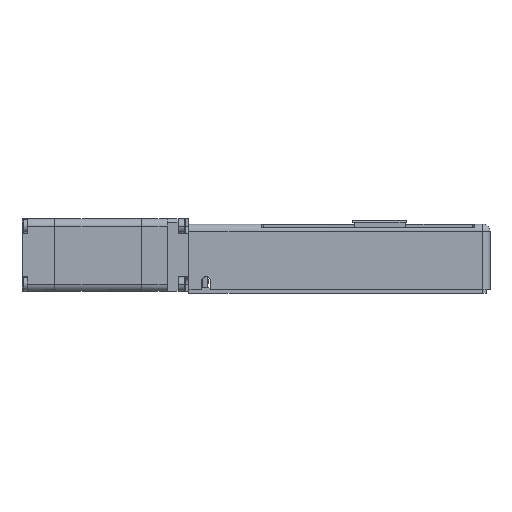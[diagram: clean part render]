
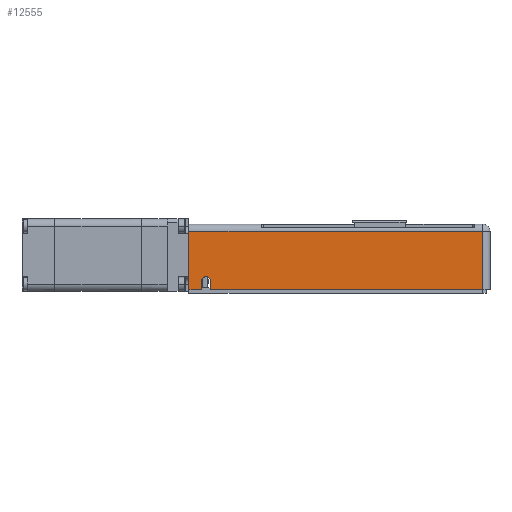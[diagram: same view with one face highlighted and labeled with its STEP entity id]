
A CAD part, top view. The second image highlights one B-rep face of the part: STEP entity #12555.
In plain terms, the highlighted planar face has unit normal (0, 0, 1).
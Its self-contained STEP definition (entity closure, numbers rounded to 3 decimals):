
#673 = CARTESIAN_POINT ( 'NONE',  ( 0., 19., 8.5 ) ) ;
#1186 = CARTESIAN_POINT ( 'NONE',  ( 0., 1., 8.5 ) ) ;
#2012 = CARTESIAN_POINT ( 'NONE',  ( 2.333, 1., 8.5 ) ) ;
#2051 = B_SPLINE_CURVE_WITH_KNOTS ( 'NONE', 3,
 ( #6823, #3781, #38319, #16393 ),
 .UNSPECIFIED., .F., .F.,
 ( 4, 4 ),
 ( 0., 1. ),
 .UNSPECIFIED. ) ;
#2490 = EDGE_CURVE ( 'NONE', #26314, #25112, #4668, .T. ) ;
#2895 = CARTESIAN_POINT ( 'NONE',  ( 3.5, 2.5, 8.5 ) ) ;
#3308 = VERTEX_POINT ( 'NONE', #37624 ) ;
#3481 = CARTESIAN_POINT ( 'NONE',  ( 0., 17., 8.5 ) ) ;
#3781 = CARTESIAN_POINT ( 'NONE',  ( 56., 1., 8.5 ) ) ;
#4668 = B_SPLINE_CURVE_WITH_KNOTS ( 'NONE', 3,
 ( #21902, #12767, #16001, #34895 ),
 .UNSPECIFIED., .F., .F.,
 ( 4, 4 ),
 ( 0., 1. ),
 .UNSPECIFIED. ) ;
#5965 = CARTESIAN_POINT ( 'NONE',  ( 3.5, 1.75, 8.5 ) ) ;
#6091 = CARTESIAN_POINT ( 'NONE',  ( 3.984, 4.251, 8.5 ) ) ;
#6181 = PLANE ( 'NONE',  #31697 ) ;
#6673 = CARTESIAN_POINT ( 'NONE',  ( 3.659, 3.882, 8.5 ) ) ;
#6823 = CARTESIAN_POINT ( 'NONE',  ( 81., 1., 8.5 ) ) ;
#6860 = VERTEX_POINT ( 'NONE', #31782 ) ;
#6872 = CARTESIAN_POINT ( 'NONE',  ( 4.118, 4.341, 8.5 ) ) ;
#7704 = CARTESIAN_POINT ( 'NONE',  ( 0., 11.667, 8.5 ) ) ;
#9149 = CARTESIAN_POINT ( 'NONE',  ( 5.841, 3.882, 8.5 ) ) ;
#9537 = CARTESIAN_POINT ( 'NONE',  ( 3.532, 3.575, 8.5 ) ) ;
#9629 = DIRECTION ( 'NONE',  ( -1., 0., 0. ) ) ;
#9755 = CARTESIAN_POINT ( 'NONE',  ( 6., 1., 8.5 ) ) ;
#9941 = CARTESIAN_POINT ( 'NONE',  ( 4.425, 4.468, 8.5 ) ) ;
#10312 = ORIENTED_EDGE ( 'NONE', *, *, #33727, .T. ) ;
#10963 = CARTESIAN_POINT ( 'NONE',  ( 0., 17., 8.5 ) ) ;
#11166 = B_SPLINE_CURVE_WITH_KNOTS ( 'NONE', 3,
 ( #19920, #2012, #16875, #32493 ),
 .UNSPECIFIED., .F., .F.,
 ( 4, 4 ),
 ( 0., 1. ),
 .UNSPECIFIED. ) ;
#11195 = ORIENTED_EDGE ( 'NONE', *, *, #23837, .F. ) ;
#11323 = B_SPLINE_CURVE_WITH_KNOTS ( 'NONE', 3,
 ( #10963, #7704, #14219, #1186 ),
 .UNSPECIFIED., .F., .F.,
 ( 4, 4 ),
 ( 0., 1. ),
 .UNSPECIFIED. ) ;
#12406 = CARTESIAN_POINT ( 'NONE',  ( 4.916, 4.5, 8.5 ) ) ;
#12555 = ADVANCED_FACE ( 'NONE', ( #16126 ), #6181, .F. ) ;
#12767 = CARTESIAN_POINT ( 'NONE',  ( 81., 11.667, 8.5 ) ) ;
#14219 = CARTESIAN_POINT ( 'NONE',  ( 0., 6.333, 8.5 ) ) ;
#14280 = B_SPLINE_CURVE_WITH_KNOTS ( 'NONE', 3,
 ( #18681, #27612, #9537, #6673, #25150, #6091, #6872, #9941, #19079, #12406, #31452, #18483, #37152, #30860, #9149, #21929, #27805, #22323 ),
 .UNSPECIFIED., .F., .F.,
 ( 4, 2, 2, 2, 2, 2, 2, 2, 4 ),
 ( 0., 0.125, 0.25, 0.375, 0.5, 0.625, 0.75, 0.875, 1. ),
 .UNSPECIFIED. ) ;
#14481 = ORIENTED_EDGE ( 'NONE', *, *, #19319, .T. ) ;
#15411 = ORIENTED_EDGE ( 'NONE', *, *, #28447, .F. ) ;
#15798 = ORIENTED_EDGE ( 'NONE', *, *, #18349, .T. ) ;
#16001 = CARTESIAN_POINT ( 'NONE',  ( 81., 6.333, 8.5 ) ) ;
#16126 = FACE_OUTER_BOUND ( 'NONE', #36047, .T. ) ;
#16247 = CARTESIAN_POINT ( 'NONE',  ( 6., 2.5, 8.5 ) ) ;
#16393 = CARTESIAN_POINT ( 'NONE',  ( 6., 1., 8.5 ) ) ;
#16496 = CARTESIAN_POINT ( 'NONE',  ( 54., 17., 8.5 ) ) ;
#16578 = CARTESIAN_POINT ( 'NONE',  ( 81., 1., 8.5 ) ) ;
#16875 = CARTESIAN_POINT ( 'NONE',  ( 1.167, 1., 8.5 ) ) ;
#17986 = EDGE_CURVE ( 'NONE', #22312, #26314, #27440, .T. ) ;
#18349 = EDGE_CURVE ( 'NONE', #34918, #31819, #29893, .T. ) ;
#18483 = CARTESIAN_POINT ( 'NONE',  ( 5.382, 4.341, 8.5 ) ) ;
#18681 = CARTESIAN_POINT ( 'NONE',  ( 3.5, 3.25, 8.5 ) ) ;
#19079 = CARTESIAN_POINT ( 'NONE',  ( 4.584, 4.5, 8.5 ) ) ;
#19319 = EDGE_CURVE ( 'NONE', #22312, #6860, #11323, .T. ) ;
#19920 = CARTESIAN_POINT ( 'NONE',  ( 3.5, 1., 8.5 ) ) ;
#20623 = CARTESIAN_POINT ( 'NONE',  ( 3.5, 1., 8.5 ) ) ;
#20651 = ORIENTED_EDGE ( 'NONE', *, *, #21060, .T. ) ;
#21060 = EDGE_CURVE ( 'NONE', #32127, #3308, #26901, .T. ) ;
#21902 = CARTESIAN_POINT ( 'NONE',  ( 81., 17., 8.5 ) ) ;
#21929 = CARTESIAN_POINT ( 'NONE',  ( 5.968, 3.575, 8.5 ) ) ;
#22312 = VERTEX_POINT ( 'NONE', #27606 ) ;
#22323 = CARTESIAN_POINT ( 'NONE',  ( 6., 3.25, 8.5 ) ) ;
#23837 = EDGE_CURVE ( 'NONE', #25112, #31819, #2051, .T. ) ;
#25112 = VERTEX_POINT ( 'NONE', #16578 ) ;
#25150 = CARTESIAN_POINT ( 'NONE',  ( 3.749, 4.016, 8.5 ) ) ;
#26314 = VERTEX_POINT ( 'NONE', #26660 ) ;
#26660 = CARTESIAN_POINT ( 'NONE',  ( 81., 17., 8.5 ) ) ;
#26901 = B_SPLINE_CURVE_WITH_KNOTS ( 'NONE', 3,
 ( #38181, #5965, #2895, #32082 ),
 .UNSPECIFIED., .F., .F.,
 ( 4, 4 ),
 ( 0., 1. ),
 .UNSPECIFIED. ) ;
#27440 = B_SPLINE_CURVE_WITH_KNOTS ( 'NONE', 3,
 ( #3481, #31314, #16496, #28845 ),
 .UNSPECIFIED., .F., .F.,
 ( 4, 4 ),
 ( 0., 1. ),
 .UNSPECIFIED. ) ;
#27452 = ORIENTED_EDGE ( 'NONE', *, *, #2490, .F. ) ;
#27606 = CARTESIAN_POINT ( 'NONE',  ( 0., 17., 8.5 ) ) ;
#27612 = CARTESIAN_POINT ( 'NONE',  ( 3.5, 3.416, 8.5 ) ) ;
#27805 = CARTESIAN_POINT ( 'NONE',  ( 6., 3.416, 8.5 ) ) ;
#28447 = EDGE_CURVE ( 'NONE', #32127, #6860, #11166, .T. ) ;
#28845 = CARTESIAN_POINT ( 'NONE',  ( 81., 17., 8.5 ) ) ;
#29893 = B_SPLINE_CURVE_WITH_KNOTS ( 'NONE', 3,
 ( #34733, #16247, #37965, #9755 ),
 .UNSPECIFIED., .F., .F.,
 ( 4, 4 ),
 ( 0., 1. ),
 .UNSPECIFIED. ) ;
#30860 = CARTESIAN_POINT ( 'NONE',  ( 5.751, 4.016, 8.5 ) ) ;
#31314 = CARTESIAN_POINT ( 'NONE',  ( 27., 17., 8.5 ) ) ;
#31452 = CARTESIAN_POINT ( 'NONE',  ( 5.075, 4.468, 8.5 ) ) ;
#31584 = CARTESIAN_POINT ( 'NONE',  ( 6., 1., 8.5 ) ) ;
#31697 = AXIS2_PLACEMENT_3D ( 'NONE', #673, #31746, #9629 ) ;
#31746 = DIRECTION ( 'NONE',  ( 0., 0., -1. ) ) ;
#31782 = CARTESIAN_POINT ( 'NONE',  ( 0., 1., 8.5 ) ) ;
#31819 = VERTEX_POINT ( 'NONE', #31584 ) ;
#32082 = CARTESIAN_POINT ( 'NONE',  ( 3.5, 3.25, 8.5 ) ) ;
#32127 = VERTEX_POINT ( 'NONE', #20623 ) ;
#32493 = CARTESIAN_POINT ( 'NONE',  ( 0., 1., 8.5 ) ) ;
#32671 = CARTESIAN_POINT ( 'NONE',  ( 6., 3.25, 8.5 ) ) ;
#33727 = EDGE_CURVE ( 'NONE', #3308, #34918, #14280, .T. ) ;
#34733 = CARTESIAN_POINT ( 'NONE',  ( 6., 3.25, 8.5 ) ) ;
#34895 = CARTESIAN_POINT ( 'NONE',  ( 81., 1., 8.5 ) ) ;
#34918 = VERTEX_POINT ( 'NONE', #32671 ) ;
#36047 = EDGE_LOOP ( 'NONE', ( #15798, #11195, #27452, #36505, #14481, #15411, #20651, #10312 ) ) ;
#36505 = ORIENTED_EDGE ( 'NONE', *, *, #17986, .F. ) ;
#37152 = CARTESIAN_POINT ( 'NONE',  ( 5.516, 4.251, 8.5 ) ) ;
#37624 = CARTESIAN_POINT ( 'NONE',  ( 3.5, 3.25, 8.5 ) ) ;
#37965 = CARTESIAN_POINT ( 'NONE',  ( 6., 1.75, 8.5 ) ) ;
#38181 = CARTESIAN_POINT ( 'NONE',  ( 3.5, 1., 8.5 ) ) ;
#38319 = CARTESIAN_POINT ( 'NONE',  ( 31., 1., 8.5 ) ) ;
